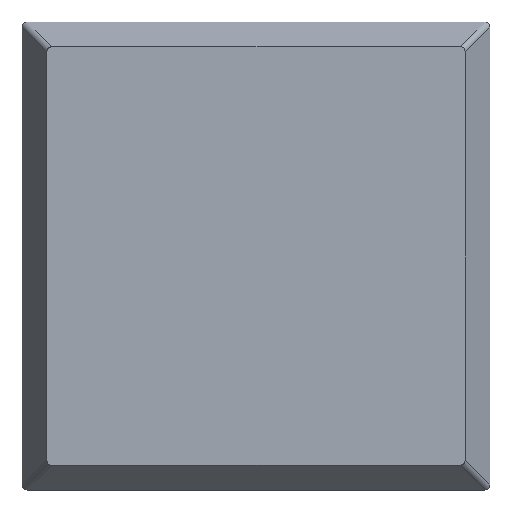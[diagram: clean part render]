
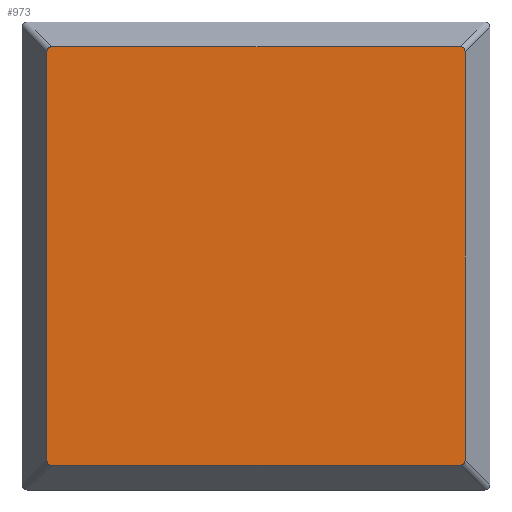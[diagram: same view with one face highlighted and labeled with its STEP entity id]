
A CAD part, front view. The second image highlights one B-rep face of the part: STEP entity #973.
In plain terms, the highlighted planar face has unit normal (0, -1, 0).
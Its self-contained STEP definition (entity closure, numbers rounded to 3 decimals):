
#9 = DIRECTION ( 'NONE',  ( 0., 0., -1. ) ) ;
#58 = VERTEX_POINT ( 'NONE', #156 ) ;
#108 = EDGE_CURVE ( 'NONE', #1763, #2875, #213, .T. ) ;
#130 =( BOUNDED_CURVE ( )  B_SPLINE_CURVE ( 3, ( #502, #2676, #1032, #2435 ),
 .UNSPECIFIED., .F., .F. ) 
 B_SPLINE_CURVE_WITH_KNOTS ( ( 4, 4 ),
 ( 2.483, 3.801 ),
 .UNSPECIFIED. ) 
 CURVE ( )  GEOMETRIC_REPRESENTATION_ITEM ( )  RATIONAL_B_SPLINE_CURVE ( ( 1., 0.86, 0.86, 1. ) ) 
 REPRESENTATION_ITEM ( '' )  );
#133 = VECTOR ( 'NONE', #1556, 1000. ) ;
#137 = LINE ( 'NONE', #333, #1613 ) ;
#156 = CARTESIAN_POINT ( 'NONE',  ( -36.414, 0., 35.583 ) ) ;
#213 = LINE ( 'NONE', #954, #360 ) ;
#217 = CARTESIAN_POINT ( 'NONE',  ( 36.414, 0., 35.583 ) ) ;
#333 = CARTESIAN_POINT ( 'NONE',  ( -36.414, 0., 47.525 ) ) ;
#360 = VECTOR ( 'NONE', #9, 1000. ) ;
#373 = CARTESIAN_POINT ( 'NONE',  ( 35.548, 0., -36.449 ) ) ;
#427 = CARTESIAN_POINT ( 'NONE',  ( -35.548, 0., 36.449 ) ) ;
#462 = ORIENTED_EDGE ( 'NONE', *, *, #2331, .T. ) ;
#502 = CARTESIAN_POINT ( 'NONE',  ( -36.414, 0., -35.583 ) ) ;
#537 = CARTESIAN_POINT ( 'NONE',  ( -35.548, 0., 36.449 ) ) ;
#576 = FACE_OUTER_BOUND ( 'NONE', #2393, .T. ) ;
#642 = ORIENTED_EDGE ( 'NONE', *, *, #1199, .T. ) ;
#645 = VERTEX_POINT ( 'NONE', #427 ) ;
#732 = LINE ( 'NONE', #747, #1427 ) ;
#747 = CARTESIAN_POINT ( 'NONE',  ( 78.44, 0., 36.449 ) ) ;
#760 = CARTESIAN_POINT ( 'NONE',  ( -36.414, 0., 35.583 ) ) ;
#807 = CARTESIAN_POINT ( 'NONE',  ( -36.414, 0., 36.113 ) ) ;
#819 = ORIENTED_EDGE ( 'NONE', *, *, #2980, .T. ) ;
#860 = PLANE ( 'NONE',  #1333 ) ;
#893 = ORIENTED_EDGE ( 'NONE', *, *, #2537, .T. ) ;
#954 = CARTESIAN_POINT ( 'NONE',  ( 36.414, 0., 47.525 ) ) ;
#973 = ADVANCED_FACE ( 'NONE', ( #576 ), #860, .F. ) ;
#977 = ORIENTED_EDGE ( 'NONE', *, *, #2623, .T. ) ;
#995 = CARTESIAN_POINT ( 'NONE',  ( -36.078, 0., 36.449 ) ) ;
#997 = VERTEX_POINT ( 'NONE', #373 ) ;
#1032 = CARTESIAN_POINT ( 'NONE',  ( -36.078, 0., -36.449 ) ) ;
#1047 = DIRECTION ( 'NONE',  ( 0., 0., 1. ) ) ;
#1094 =( BOUNDED_CURVE ( )  B_SPLINE_CURVE ( 3, ( #2046, #1612, #2332, #1375 ),
 .UNSPECIFIED., .F., .F. ) 
 B_SPLINE_CURVE_WITH_KNOTS ( ( 4, 4 ),
 ( 5.624, 6.942 ),
 .UNSPECIFIED. ) 
 CURVE ( )  GEOMETRIC_REPRESENTATION_ITEM ( )  RATIONAL_B_SPLINE_CURVE ( ( 1., 0.86, 0.86, 1. ) ) 
 REPRESENTATION_ITEM ( '' )  );
#1168 = VERTEX_POINT ( 'NONE', #3118 ) ;
#1199 = EDGE_CURVE ( 'NONE', #1168, #645, #732, .T. ) ;
#1215 =( BOUNDED_CURVE ( )  B_SPLINE_CURVE ( 3, ( #537, #995, #807, #760 ),
 .UNSPECIFIED., .F., .F. ) 
 B_SPLINE_CURVE_WITH_KNOTS ( ( 4, 4 ),
 ( 5.624, 6.942 ),
 .UNSPECIFIED. ) 
 CURVE ( )  GEOMETRIC_REPRESENTATION_ITEM ( )  RATIONAL_B_SPLINE_CURVE ( ( 1., 0.86, 0.86, 1. ) ) 
 REPRESENTATION_ITEM ( '' )  );
#1300 = CARTESIAN_POINT ( 'NONE',  ( 78.44, 0., -36.449 ) ) ;
#1333 = AXIS2_PLACEMENT_3D ( 'NONE', #3015, #1800, #1047 ) ;
#1356 = CARTESIAN_POINT ( 'NONE',  ( 35.548, 0., 36.449 ) ) ;
#1375 = CARTESIAN_POINT ( 'NONE',  ( 36.414, 0., -35.583 ) ) ;
#1427 = VECTOR ( 'NONE', #2682, 1000. ) ;
#1444 = ORIENTED_EDGE ( 'NONE', *, *, #108, .F. ) ;
#1501 = EDGE_CURVE ( 'NONE', #997, #2698, #2075, .T. ) ;
#1536 = CARTESIAN_POINT ( 'NONE',  ( 36.078, 0., 36.449 ) ) ;
#1556 = DIRECTION ( 'NONE',  ( -1., 0., 0. ) ) ;
#1612 = CARTESIAN_POINT ( 'NONE',  ( 36.078, 0., -36.449 ) ) ;
#1613 = VECTOR ( 'NONE', #2492, 1000. ) ;
#1763 = VERTEX_POINT ( 'NONE', #217 ) ;
#1800 = DIRECTION ( 'NONE',  ( 0., 1., 0. ) ) ;
#1801 = CARTESIAN_POINT ( 'NONE',  ( 36.414, 0., 35.583 ) ) ;
#1879 = VERTEX_POINT ( 'NONE', #2975 ) ;
#1947 = CARTESIAN_POINT ( 'NONE',  ( 36.414, 0., -35.583 ) ) ;
#2046 = CARTESIAN_POINT ( 'NONE',  ( 35.548, 0., -36.449 ) ) ;
#2075 = LINE ( 'NONE', #1300, #133 ) ;
#2214 = ORIENTED_EDGE ( 'NONE', *, *, #2458, .T. ) ;
#2331 = EDGE_CURVE ( 'NONE', #645, #58, #1215, .T. ) ;
#2332 = CARTESIAN_POINT ( 'NONE',  ( 36.414, 0., -36.113 ) ) ;
#2393 = EDGE_LOOP ( 'NONE', ( #3121, #2214, #1444, #977, #642, #462, #819, #893 ) ) ;
#2435 = CARTESIAN_POINT ( 'NONE',  ( -35.548, 0., -36.449 ) ) ;
#2458 = EDGE_CURVE ( 'NONE', #997, #2875, #1094, .T. ) ;
#2492 = DIRECTION ( 'NONE',  ( 0., 0., -1. ) ) ;
#2537 = EDGE_CURVE ( 'NONE', #1879, #2698, #130, .T. ) ;
#2623 = EDGE_CURVE ( 'NONE', #1763, #1168, #2704, .T. ) ;
#2676 = CARTESIAN_POINT ( 'NONE',  ( -36.414, 0., -36.113 ) ) ;
#2682 = DIRECTION ( 'NONE',  ( -1., 0., 0. ) ) ;
#2698 = VERTEX_POINT ( 'NONE', #3016 ) ;
#2704 =( BOUNDED_CURVE ( )  B_SPLINE_CURVE ( 3, ( #1801, #3031, #1536, #1356 ),
 .UNSPECIFIED., .F., .F. ) 
 B_SPLINE_CURVE_WITH_KNOTS ( ( 4, 4 ),
 ( 2.483, 3.801 ),
 .UNSPECIFIED. ) 
 CURVE ( )  GEOMETRIC_REPRESENTATION_ITEM ( )  RATIONAL_B_SPLINE_CURVE ( ( 1., 0.86, 0.86, 1. ) ) 
 REPRESENTATION_ITEM ( '' )  );
#2875 = VERTEX_POINT ( 'NONE', #1947 ) ;
#2975 = CARTESIAN_POINT ( 'NONE',  ( -36.414, 0., -35.583 ) ) ;
#2980 = EDGE_CURVE ( 'NONE', #58, #1879, #137, .T. ) ;
#3015 = CARTESIAN_POINT ( 'NONE',  ( 0., 0., 0. ) ) ;
#3016 = CARTESIAN_POINT ( 'NONE',  ( -35.548, 0., -36.449 ) ) ;
#3031 = CARTESIAN_POINT ( 'NONE',  ( 36.414, 0., 36.113 ) ) ;
#3118 = CARTESIAN_POINT ( 'NONE',  ( 35.548, 0., 36.449 ) ) ;
#3121 = ORIENTED_EDGE ( 'NONE', *, *, #1501, .F. ) ;
